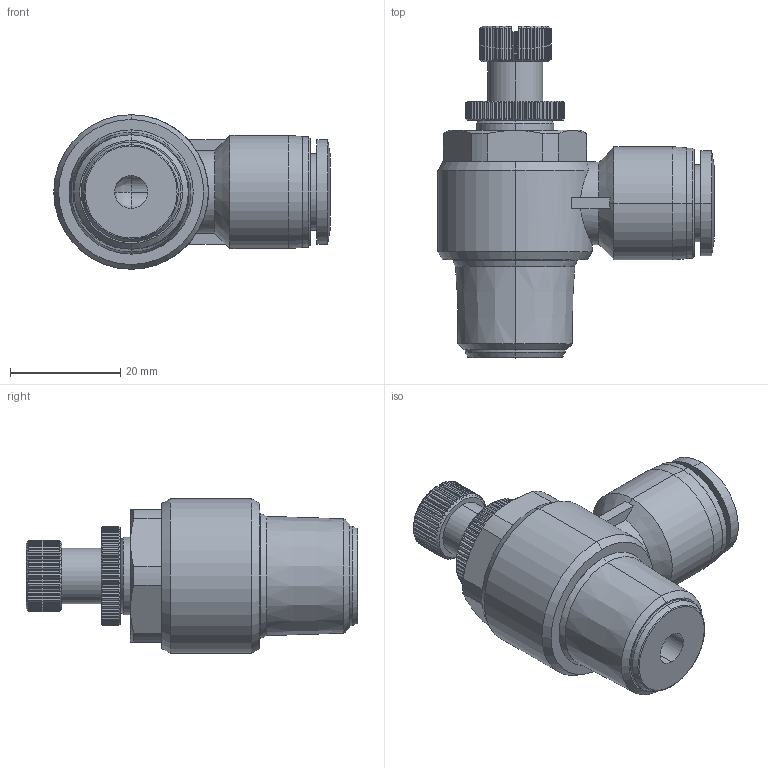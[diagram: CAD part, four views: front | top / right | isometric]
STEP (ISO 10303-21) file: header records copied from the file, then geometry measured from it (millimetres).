
FILE_DESCRIPTION (( 'STEP AP214' ), '1' );
FILE_NAME ('FVS12M-12R.step', '2016-02-24T20:37:22', ( '' ), ( '' ), 'SwSTEP 2.0', 'SolidWorks 2015', '' );
FILE_SCHEMA (( 'AUTOMOTIVE_DESIGN' ));
Length unit declared in the file: inch
Products named in the file (1): FVS12M-12R
Bounding box: 50.05 x 60.1 x 28 mm (x, y, z)
Volume: 24942.6 mm3; surface area: 8896.8 mm2
Topology: 1 solids, 1 shells, 578 faces, 1394 edges, 828 vertices
Faces by surface type: plane 261, cone 161, cylinder 148, bspline 6, torus 2
Entity records: 24690 total; most frequent: CARTESIAN_POINT 4380, ORIENTED_EDGE 2784, DIRECTION 2538, EDGE_CURVE 1392, AXIS2_PLACEMENT_3D 1050, VERTEX_POINT 828, EDGE_LOOP 592, UNCERTAINTY_MEASURE_WITH_UNIT 581
